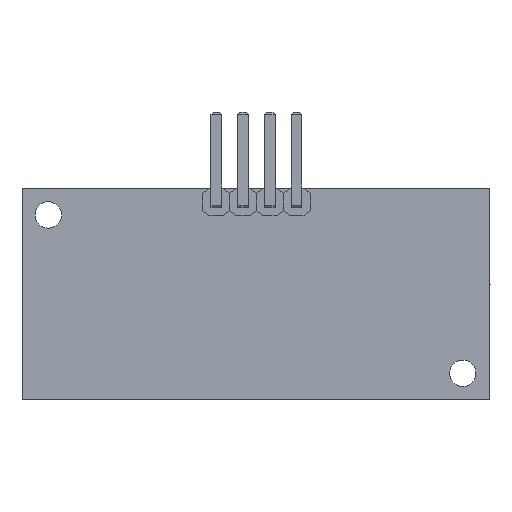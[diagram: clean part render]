
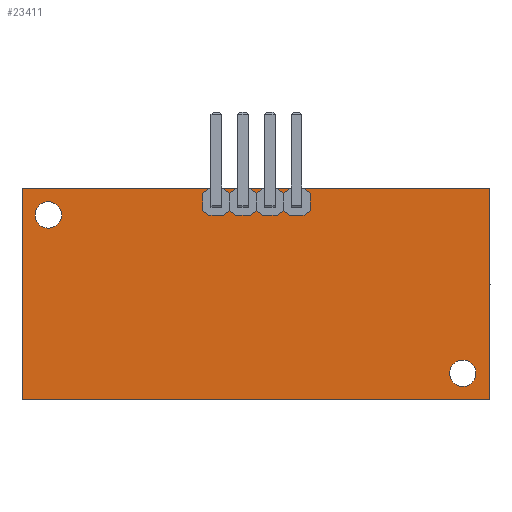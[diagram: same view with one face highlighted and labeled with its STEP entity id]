
A CAD part, front view. The second image highlights one B-rep face of the part: STEP entity #23411.
In plain terms, the highlighted planar face has unit normal (0, -1, 0).
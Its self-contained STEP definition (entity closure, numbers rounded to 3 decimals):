
#362 = CARTESIAN_POINT ( 'NONE',  ( -22.125, 0., -10. ) ) ;
#468 = DIRECTION ( 'NONE',  ( 0., 1., 0. ) ) ;
#923 = DIRECTION ( 'NONE',  ( 0., 0., 1. ) ) ;
#1553 = VERTEX_POINT ( 'NONE', #22078 ) ;
#2455 = CARTESIAN_POINT ( 'NONE',  ( 22.125, 0., -10. ) ) ;
#2589 = AXIS2_PLACEMENT_3D ( 'NONE', #8533, #37231, #44433 ) ;
#3081 = AXIS2_PLACEMENT_3D ( 'NONE', #45475, #13206, #19968 ) ;
#4140 = LINE ( 'NONE', #4223, #15388 ) ;
#4188 = LINE ( 'NONE', #19958, #13168 ) ;
#4208 = ORIENTED_EDGE ( 'NONE', *, *, #19215, .T. ) ;
#4223 = CARTESIAN_POINT ( 'NONE',  ( 22.125, 0., 10. ) ) ;
#4459 = CARTESIAN_POINT ( 'NONE',  ( -19.625, 0., 6.25 ) ) ;
#5666 = DIRECTION ( 'NONE',  ( 1., 0., 0. ) ) ;
#7516 = FACE_BOUND ( 'NONE', #22152, .T. ) ;
#7889 = DIRECTION ( 'NONE',  ( 0., 0., 1. ) ) ;
#8156 = CARTESIAN_POINT ( 'NONE',  ( -19.625, 0., 8.75 ) ) ;
#8330 = VERTEX_POINT ( 'NONE', #4459 ) ;
#8369 = ORIENTED_EDGE ( 'NONE', *, *, #18876, .F. ) ;
#8509 = EDGE_LOOP ( 'NONE', ( #22960, #8369, #27553, #28375 ) ) ;
#8533 = CARTESIAN_POINT ( 'NONE',  ( 19.625, 0., -7.5 ) ) ;
#9219 = CARTESIAN_POINT ( 'NONE',  ( 22.125, 0., 10. ) ) ;
#13055 = EDGE_CURVE ( 'NONE', #1553, #31943, #24299, .T. ) ;
#13168 = VECTOR ( 'NONE', #5666, 1000. ) ;
#13206 = DIRECTION ( 'NONE',  ( 0., -1., 0. ) ) ;
#13819 = EDGE_CURVE ( 'NONE', #13847, #8330, #42206, .T. ) ;
#13847 = VERTEX_POINT ( 'NONE', #8156 ) ;
#15329 = CARTESIAN_POINT ( 'NONE',  ( -22.125, 0., -10. ) ) ;
#15388 = VECTOR ( 'NONE', #28968, 1000. ) ;
#16390 = EDGE_CURVE ( 'NONE', #31943, #1553, #39195, .T. ) ;
#17103 = FACE_BOUND ( 'NONE', #44224, .T. ) ;
#18316 = CARTESIAN_POINT ( 'NONE',  ( -22.125, 0., 10. ) ) ;
#18876 = EDGE_CURVE ( 'NONE', #22068, #35221, #4188, .T. ) ;
#19215 = EDGE_CURVE ( 'NONE', #8330, #13847, #43993, .T. ) ;
#19661 = EDGE_CURVE ( 'NONE', #35221, #24104, #4140, .T. ) ;
#19958 = CARTESIAN_POINT ( 'NONE',  ( -22.125, 0., 10. ) ) ;
#19968 = DIRECTION ( 'NONE',  ( 0., 0., -1. ) ) ;
#20563 = VECTOR ( 'NONE', #43953, 1000. ) ;
#20605 = DIRECTION ( 'NONE',  ( 0., 1., 0. ) ) ;
#22068 = VERTEX_POINT ( 'NONE', #18316 ) ;
#22078 = CARTESIAN_POINT ( 'NONE',  ( 19.625, 0., -8.75 ) ) ;
#22152 = EDGE_LOOP ( 'NONE', ( #45412, #4208 ) ) ;
#22960 = ORIENTED_EDGE ( 'NONE', *, *, #19661, .F. ) ;
#23322 = CARTESIAN_POINT ( 'NONE',  ( 19.625, 0., -6.25 ) ) ;
#23411 = ADVANCED_FACE ( 'NONE', ( #17103, #7516, #27687 ), #34683, .T. ) ;
#24104 = VERTEX_POINT ( 'NONE', #2455 ) ;
#24299 = CIRCLE ( 'NONE', #2589, 1.25 ) ;
#25128 = EDGE_CURVE ( 'NONE', #43158, #22068, #32599, .T. ) ;
#26082 = CARTESIAN_POINT ( 'NONE',  ( -22.125, 0., 10. ) ) ;
#27553 = ORIENTED_EDGE ( 'NONE', *, *, #25128, .F. ) ;
#27687 = FACE_OUTER_BOUND ( 'NONE', #8509, .T. ) ;
#28375 = ORIENTED_EDGE ( 'NONE', *, *, #42159, .F. ) ;
#28954 = LINE ( 'NONE', #15329, #20563 ) ;
#28968 = DIRECTION ( 'NONE',  ( 0., 0., -1. ) ) ;
#29204 = VECTOR ( 'NONE', #7889, 1000. ) ;
#29335 = CARTESIAN_POINT ( 'NONE',  ( -19.625, 0., 7.5 ) ) ;
#31029 = DIRECTION ( 'NONE',  ( 0., 0., 1. ) ) ;
#31943 = VERTEX_POINT ( 'NONE', #23322 ) ;
#32599 = LINE ( 'NONE', #26082, #29204 ) ;
#33811 = CARTESIAN_POINT ( 'NONE',  ( 19.625, 0., -7.5 ) ) ;
#34683 = PLANE ( 'NONE',  #3081 ) ;
#35221 = VERTEX_POINT ( 'NONE', #9219 ) ;
#37231 = DIRECTION ( 'NONE',  ( 0., 1., 0. ) ) ;
#37293 = ORIENTED_EDGE ( 'NONE', *, *, #13055, .T. ) ;
#37862 = ORIENTED_EDGE ( 'NONE', *, *, #16390, .T. ) ;
#37923 = CARTESIAN_POINT ( 'NONE',  ( -19.625, 0., 7.5 ) ) ;
#38108 = AXIS2_PLACEMENT_3D ( 'NONE', #37923, #41843, #31029 ) ;
#39195 = CIRCLE ( 'NONE', #40190, 1.25 ) ;
#40190 = AXIS2_PLACEMENT_3D ( 'NONE', #33811, #20605, #41450 ) ;
#41450 = DIRECTION ( 'NONE',  ( 0., 0., 1. ) ) ;
#41843 = DIRECTION ( 'NONE',  ( 0., 1., 0. ) ) ;
#42159 = EDGE_CURVE ( 'NONE', #24104, #43158, #28954, .T. ) ;
#42206 = CIRCLE ( 'NONE', #44976, 1.25 ) ;
#43158 = VERTEX_POINT ( 'NONE', #362 ) ;
#43953 = DIRECTION ( 'NONE',  ( -1., 0., 0. ) ) ;
#43993 = CIRCLE ( 'NONE', #38108, 1.25 ) ;
#44224 = EDGE_LOOP ( 'NONE', ( #37862, #37293 ) ) ;
#44433 = DIRECTION ( 'NONE',  ( 0., 0., 1. ) ) ;
#44976 = AXIS2_PLACEMENT_3D ( 'NONE', #29335, #468, #923 ) ;
#45412 = ORIENTED_EDGE ( 'NONE', *, *, #13819, .T. ) ;
#45475 = CARTESIAN_POINT ( 'NONE',  ( 0., 0., 0. ) ) ;
